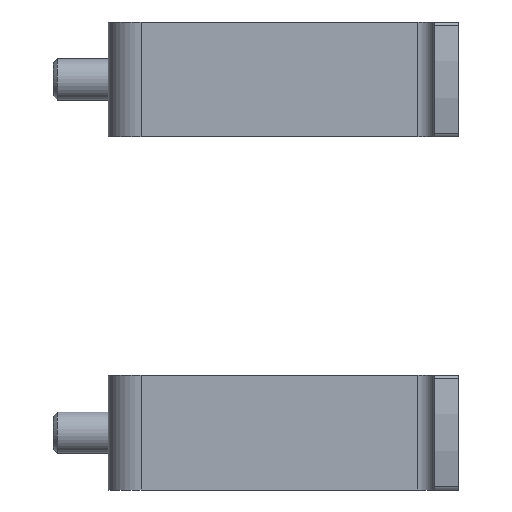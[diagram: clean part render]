
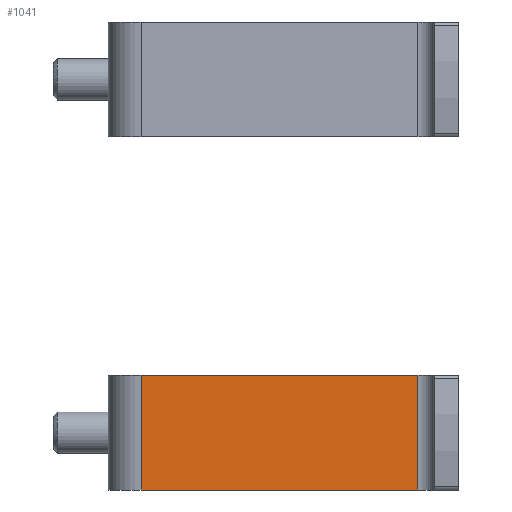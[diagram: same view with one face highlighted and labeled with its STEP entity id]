
A CAD part, left-side view. The second image highlights one B-rep face of the part: STEP entity #1041.
In plain terms, the highlighted planar face has unit normal (-1, 0, 0).
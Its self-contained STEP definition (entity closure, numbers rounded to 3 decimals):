
#238=ORIENTED_EDGE('',*,*,#513,.T.);
#239=ORIENTED_EDGE('',*,*,#514,.F.);
#240=ORIENTED_EDGE('',*,*,#515,.F.);
#241=ORIENTED_EDGE('',*,*,#511,.T.);
#511=EDGE_CURVE('',#643,#642,#713,.T.);
#513=EDGE_CURVE('',#642,#644,#714,.T.);
#514=EDGE_CURVE('',#645,#644,#715,.T.);
#515=EDGE_CURVE('',#643,#645,#716,.T.);
#642=VERTEX_POINT('',#1743);
#643=VERTEX_POINT('',#1745);
#644=VERTEX_POINT('',#1749);
#645=VERTEX_POINT('',#1751);
#713=LINE('',#1744,#791);
#714=LINE('',#1748,#792);
#715=LINE('',#1750,#793);
#716=LINE('',#1752,#794);
#791=VECTOR('',#1393,1000.);
#792=VECTOR('',#1398,1000.);
#793=VECTOR('',#1399,1000.);
#794=VECTOR('',#1400,1000.);
#853=EDGE_LOOP('',(#238,#239,#240,#241));
#935=FACE_BOUND('',#853,.T.);
#1003=PLANE('',#1169);
#1041=ADVANCED_FACE('',(#935),#1003,.F.);
#1169=AXIS2_PLACEMENT_3D('',#1747,#1396,#1397);
#1393=DIRECTION('',(0.,0.,-1.));
#1396=DIRECTION('',(1.,0.,0.));
#1397=DIRECTION('',(0.,0.,-1.));
#1398=DIRECTION('',(0.,-1.,0.));
#1399=DIRECTION('',(0.,0.,-1.));
#1400=DIRECTION('',(0.,-1.,0.));
#1743=CARTESIAN_POINT('',(-19.25,-4.,-7.));
#1744=CARTESIAN_POINT('',(-19.25,-4.,7.));
#1745=CARTESIAN_POINT('',(-19.25,-4.,7.));
#1747=CARTESIAN_POINT('',(-19.25,-4.,7.));
#1748=CARTESIAN_POINT('',(-19.25,-4.,-7.));
#1749=CARTESIAN_POINT('',(-19.25,-37.7,-7.));
#1750=CARTESIAN_POINT('',(-19.25,-37.7,7.));
#1751=CARTESIAN_POINT('',(-19.25,-37.7,7.));
#1752=CARTESIAN_POINT('',(-19.25,-4.,7.));
